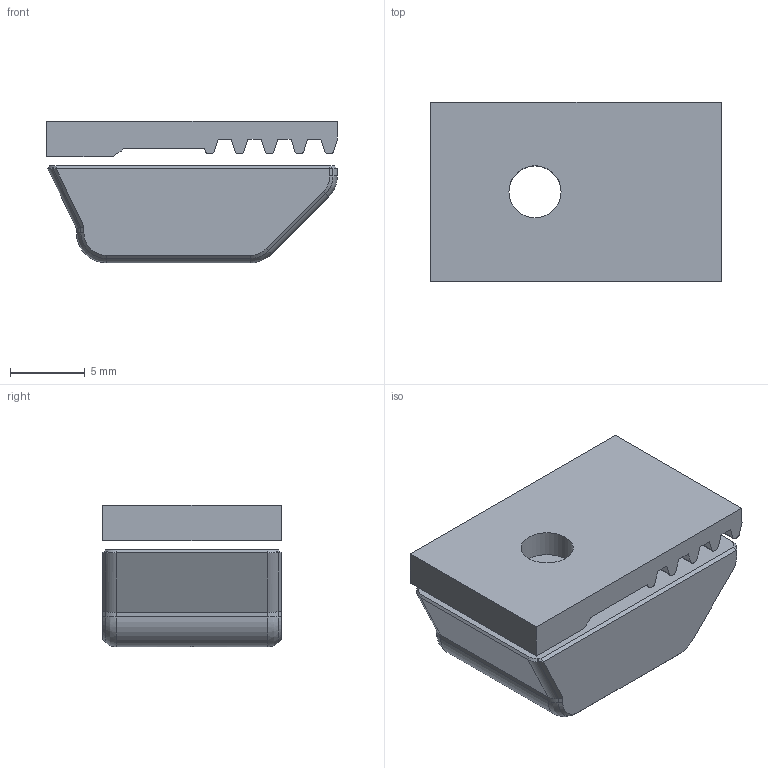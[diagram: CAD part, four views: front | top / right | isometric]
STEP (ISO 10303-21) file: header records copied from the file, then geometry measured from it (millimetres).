
FILE_DESCRIPTION(/* description */ (''),/* implementation_level */ '2;1');
FILE_NAME(/* name */ 'Belt Clamp.step',/* time_stamp */ '2020-10-02T19:31:33-04:00',/* author */ (''),/* organization */ (''),/* preprocessor_version */ 'ST-DEVELOPER v18.1',/* originating_system */ 'Autodesk Translation Framework v9.3.0.1241',/* authorisation */ '');
FILE_SCHEMA (('AUTOMOTIVE_DESIGN { 1 0 10303 214 3 1 1 }'));
Length unit declared in the file: millimetre
Products named in the file (1): Belt Clamp
Bounding box: 19.5 x 12 x 9.5 mm (x, y, z)
Volume: 1463.4 mm3; surface area: 1554.3 mm2
Topology: 2 solids, 2 shells, 124 faces, 318 edges, 196 vertices
Faces by surface type: plane 72, cylinder 30, bspline 12, cone 8, torus 2
Full cylindrical faces by diameter (mm): 3.5 x2
Entity records: 3849 total; most frequent: CARTESIAN_POINT 809, ORIENTED_EDGE 636, DIRECTION 608, EDGE_CURVE 318, LINE 230, VECTOR 230, VERTEX_POINT 196, AXIS2_PLACEMENT_3D 189
